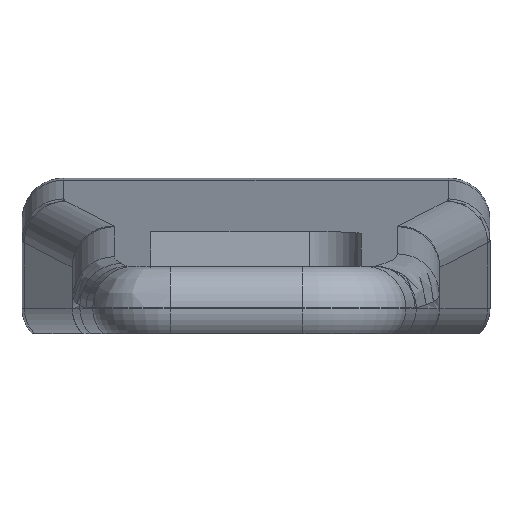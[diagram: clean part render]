
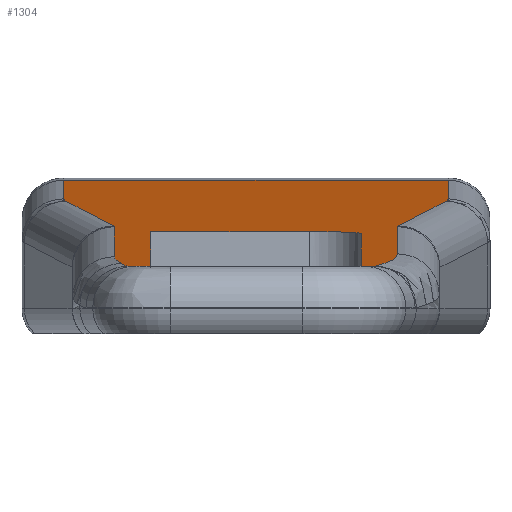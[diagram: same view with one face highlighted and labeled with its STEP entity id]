
A CAD part, left-side view. The second image highlights one B-rep face of the part: STEP entity #1304.
In plain terms, the highlighted planar face has unit normal (-0.04, 0, 0.999).
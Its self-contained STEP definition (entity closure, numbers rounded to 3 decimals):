
#26=ELLIPSE('',#1436,78.464,78.4);
#27=ELLIPSE('',#1440,9.608,9.6);
#28=ELLIPSE('',#1444,28.423,28.4);
#29=ELLIPSE('',#1468,28.423,28.4);
#31=ELLIPSE('',#1473,9.608,9.6);
#33=ELLIPSE('',#1478,78.464,78.4);
#36=ELLIPSE('',#1490,39.699,1.6);
#37=ELLIPSE('',#1493,40.004,1.6);
#38=ELLIPSE('',#1498,2.002,2.);
#49=PLANE('',#1497);
#101=LINE('',#2181,#187);
#102=LINE('',#2209,#188);
#103=LINE('',#2236,#189);
#104=LINE('',#2263,#190);
#106=LINE('',#2293,#192);
#108=LINE('',#2324,#194);
#110=LINE('',#2355,#196);
#112=LINE('',#2384,#198);
#118=LINE('',#2422,#204);
#119=LINE('',#2425,#205);
#120=LINE('',#2427,#206);
#121=LINE('',#2429,#207);
#122=LINE('',#2433,#208);
#123=LINE('',#2434,#209);
#187=VECTOR('',#1757,10.);
#188=VECTOR('',#1768,10.);
#189=VECTOR('',#1777,10.);
#190=VECTOR('',#1786,10.);
#192=VECTOR('',#1828,10.);
#194=VECTOR('',#1840,10.);
#196=VECTOR('',#1852,10.);
#198=VECTOR('',#1862,10.);
#204=VECTOR('',#1900,10.);
#205=VECTOR('',#1903,10.);
#206=VECTOR('',#1904,10.);
#207=VECTOR('',#1905,10.);
#208=VECTOR('',#1908,10.);
#209=VECTOR('',#1909,10.);
#332=FACE_OUTER_BOUND('',#416,.T.);
#416=EDGE_LOOP('',(#1113,#1114,#1115,#1116,#1117,#1118,#1119,#1120,#1121,
#1122,#1123,#1124,#1125,#1126,#1127,#1128,#1129,#1130,#1131,#1132,#1133,
#1134,#1135));
#592=VERTEX_POINT('',#2178);
#593=VERTEX_POINT('',#2180);
#594=VERTEX_POINT('',#2203);
#595=VERTEX_POINT('',#2207);
#596=VERTEX_POINT('',#2230);
#597=VERTEX_POINT('',#2234);
#598=VERTEX_POINT('',#2257);
#599=VERTEX_POINT('',#2261);
#605=VERTEX_POINT('',#2285);
#607=VERTEX_POINT('',#2291);
#609=VERTEX_POINT('',#2316);
#611=VERTEX_POINT('',#2322);
#613=VERTEX_POINT('',#2347);
#615=VERTEX_POINT('',#2353);
#617=VERTEX_POINT('',#2378);
#618=VERTEX_POINT('',#2383);
#623=VERTEX_POINT('',#2410);
#624=VERTEX_POINT('',#2414);
#626=VERTEX_POINT('',#2424);
#627=VERTEX_POINT('',#2426);
#628=VERTEX_POINT('',#2428);
#629=VERTEX_POINT('',#2430);
#630=VERTEX_POINT('',#2432);
#741=EDGE_CURVE('',#592,#593,#101,.T.);
#744=EDGE_CURVE('',#594,#592,#26,.T.);
#746=EDGE_CURVE('',#595,#594,#102,.T.);
#748=EDGE_CURVE('',#596,#595,#27,.T.);
#750=EDGE_CURVE('',#597,#596,#103,.T.);
#752=EDGE_CURVE('',#598,#597,#28,.T.);
#754=EDGE_CURVE('',#599,#598,#104,.T.);
#769=EDGE_CURVE('',#607,#605,#106,.T.);
#772=EDGE_CURVE('',#609,#607,#29,.T.);
#775=EDGE_CURVE('',#611,#609,#108,.T.);
#778=EDGE_CURVE('',#613,#611,#31,.T.);
#781=EDGE_CURVE('',#615,#613,#110,.T.);
#784=EDGE_CURVE('',#617,#615,#33,.T.);
#786=EDGE_CURVE('',#618,#617,#112,.T.);
#797=EDGE_CURVE('',#623,#618,#36,.T.);
#800=EDGE_CURVE('',#593,#624,#37,.T.);
#802=EDGE_CURVE('',#605,#599,#118,.T.);
#803=EDGE_CURVE('',#623,#626,#119,.T.);
#804=EDGE_CURVE('',#627,#626,#120,.T.);
#805=EDGE_CURVE('',#628,#627,#121,.T.);
#806=EDGE_CURVE('',#629,#628,#38,.T.);
#807=EDGE_CURVE('',#630,#629,#122,.T.);
#808=EDGE_CURVE('',#630,#624,#123,.T.);
#1113=ORIENTED_EDGE('',*,*,#769,.F.);
#1114=ORIENTED_EDGE('',*,*,#772,.F.);
#1115=ORIENTED_EDGE('',*,*,#775,.F.);
#1116=ORIENTED_EDGE('',*,*,#778,.F.);
#1117=ORIENTED_EDGE('',*,*,#781,.F.);
#1118=ORIENTED_EDGE('',*,*,#784,.F.);
#1119=ORIENTED_EDGE('',*,*,#786,.F.);
#1120=ORIENTED_EDGE('',*,*,#797,.F.);
#1121=ORIENTED_EDGE('',*,*,#803,.T.);
#1122=ORIENTED_EDGE('',*,*,#804,.F.);
#1123=ORIENTED_EDGE('',*,*,#805,.F.);
#1124=ORIENTED_EDGE('',*,*,#806,.F.);
#1125=ORIENTED_EDGE('',*,*,#807,.F.);
#1126=ORIENTED_EDGE('',*,*,#808,.T.);
#1127=ORIENTED_EDGE('',*,*,#800,.F.);
#1128=ORIENTED_EDGE('',*,*,#741,.F.);
#1129=ORIENTED_EDGE('',*,*,#744,.F.);
#1130=ORIENTED_EDGE('',*,*,#746,.F.);
#1131=ORIENTED_EDGE('',*,*,#748,.F.);
#1132=ORIENTED_EDGE('',*,*,#750,.F.);
#1133=ORIENTED_EDGE('',*,*,#752,.F.);
#1134=ORIENTED_EDGE('',*,*,#754,.F.);
#1135=ORIENTED_EDGE('',*,*,#802,.F.);
#1304=ADVANCED_FACE('',(#332),#49,.F.);
#1436=AXIS2_PLACEMENT_3D('',#2205,#1762,#1763);
#1440=AXIS2_PLACEMENT_3D('',#2232,#1771,#1772);
#1444=AXIS2_PLACEMENT_3D('',#2259,#1780,#1781);
#1468=AXIS2_PLACEMENT_3D('',#2318,#1832,#1833);
#1473=AXIS2_PLACEMENT_3D('',#2349,#1844,#1845);
#1478=AXIS2_PLACEMENT_3D('',#2380,#1856,#1857);
#1490=AXIS2_PLACEMENT_3D('',#2412,#1885,#1886);
#1493=AXIS2_PLACEMENT_3D('',#2418,#1892,#1893);
#1497=AXIS2_PLACEMENT_3D('',#2423,#1901,#1902);
#1498=AXIS2_PLACEMENT_3D('',#2431,#1906,#1907);
#1757=DIRECTION('',(-0.988,0.148,-0.04));
#1762=DIRECTION('center_axis',(0.04,0.,-0.999));
#1763=DIRECTION('ref_axis',(-0.999,0.,-0.04));
#1768=DIRECTION('',(-0.999,0.,-0.04));
#1771=DIRECTION('center_axis',(-0.04,0.,0.999));
#1772=DIRECTION('ref_axis',(0.999,0.,0.04));
#1777=DIRECTION('',(-0.996,0.078,-0.04));
#1780=DIRECTION('center_axis',(0.04,0.,-0.999));
#1781=DIRECTION('ref_axis',(-0.999,0.,-0.04));
#1786=DIRECTION('',(-0.999,0.,-0.04));
#1828=DIRECTION('',(0.999,0.,0.04));
#1832=DIRECTION('center_axis',(0.04,0.,-0.999));
#1833=DIRECTION('ref_axis',(-0.999,0.,-0.04));
#1840=DIRECTION('',(0.996,0.078,0.04));
#1844=DIRECTION('center_axis',(-0.04,0.,0.999));
#1845=DIRECTION('ref_axis',(0.999,0.,0.04));
#1852=DIRECTION('',(0.999,0.,0.04));
#1856=DIRECTION('center_axis',(0.04,0.,-0.999));
#1857=DIRECTION('ref_axis',(-0.999,0.,-0.04));
#1862=DIRECTION('',(0.996,0.083,0.04));
#1885=DIRECTION('center_axis',(-0.04,0.,0.999));
#1886=DIRECTION('ref_axis',(0.996,0.083,0.04));
#1892=DIRECTION('center_axis',(-0.04,0.,0.999));
#1893=DIRECTION('ref_axis',(0.988,-0.148,0.04));
#1900=DIRECTION('',(0.,-1.,0.));
#1901=DIRECTION('center_axis',(0.04,0.,-0.999));
#1902=DIRECTION('ref_axis',(0.999,0.,0.04));
#1903=DIRECTION('',(0.,-1.,0.));
#1904=DIRECTION('',(-0.999,0.,-0.04));
#1905=DIRECTION('',(0.,1.,0.));
#1906=DIRECTION('center_axis',(-0.04,0.,0.999));
#1907=DIRECTION('ref_axis',(-0.999,0.,-0.04));
#1908=DIRECTION('',(0.999,0.,0.04));
#1909=DIRECTION('',(0.,-1.,0.));
#2178=CARTESIAN_POINT('',(-14.278,-4.583,2.611));
#2180=CARTESIAN_POINT('',(-14.551,-4.542,2.6));
#2181=CARTESIAN_POINT('',(-14.3,-4.579,2.61));
#2203=CARTESIAN_POINT('',(-2.648,-5.45,3.082));
#2205=CARTESIAN_POINT('Origin',(-2.648,72.95,3.082));
#2207=CARTESIAN_POINT('',(23.174,-5.45,4.127));
#2209=CARTESIAN_POINT('',(-17.598,-5.45,2.477));
#2230=CARTESIAN_POINT('',(23.92,-5.479,4.157));
#2232=CARTESIAN_POINT('Origin',(23.174,-15.05,4.127));
#2234=CARTESIAN_POINT('',(47.445,-7.314,5.109));
#2236=CARTESIAN_POINT('',(4.656,-3.976,3.377));
#2257=CARTESIAN_POINT('',(49.654,-7.4,5.199));
#2259=CARTESIAN_POINT('Origin',(49.654,21.,5.199));
#2261=CARTESIAN_POINT('',(67.429,-7.4,5.918));
#2263=CARTESIAN_POINT('',(16.896,-7.4,3.873));
#2285=CARTESIAN_POINT('',(67.429,7.4,5.918));
#2291=CARTESIAN_POINT('',(49.654,7.4,5.199));
#2293=CARTESIAN_POINT('',(51.839,7.4,5.287));
#2316=CARTESIAN_POINT('',(47.445,7.314,5.109));
#2318=CARTESIAN_POINT('Origin',(49.654,-21.,5.199));
#2322=CARTESIAN_POINT('',(23.92,5.479,4.157));
#2324=CARTESIAN_POINT('',(16.59,4.907,3.86));
#2347=CARTESIAN_POINT('',(23.174,5.45,4.127));
#2349=CARTESIAN_POINT('Origin',(23.174,15.05,4.127));
#2353=CARTESIAN_POINT('',(-5.287,5.45,2.975));
#2355=CARTESIAN_POINT('',(4.416,5.45,3.368));
#2378=CARTESIAN_POINT('',(-11.798,5.179,2.711));
#2380=CARTESIAN_POINT('Origin',(-5.287,-72.95,2.975));
#2383=CARTESIAN_POINT('',(-14.55,4.95,2.6));
#2384=CARTESIAN_POINT('',(-15.032,4.91,2.58));
#2410=CARTESIAN_POINT('',(-14.55,4.944,2.6));
#2412=CARTESIAN_POINT('Origin',(-54.079,1.65,1.));
#2414=CARTESIAN_POINT('',(-14.55,-4.532,2.6));
#2418=CARTESIAN_POINT('Origin',(-54.079,1.397,1.));
#2422=CARTESIAN_POINT('',(67.429,-3.525,5.918));
#2423=CARTESIAN_POINT('Origin',(-14.55,-7.05,2.6));
#2424=CARTESIAN_POINT('',(-14.55,4.05,2.6));
#2425=CARTESIAN_POINT('',(-14.55,-7.05,2.6));
#2426=CARTESIAN_POINT('',(18.55,4.05,3.94));
#2427=CARTESIAN_POINT('',(-16.547,4.05,2.519));
#2428=CARTESIAN_POINT('',(18.55,-2.05,3.94));
#2429=CARTESIAN_POINT('',(18.55,-1.5,3.94));
#2430=CARTESIAN_POINT('',(16.55,-4.05,3.859));
#2431=CARTESIAN_POINT('Origin',(16.55,-2.05,3.859));
#2432=CARTESIAN_POINT('',(-14.55,-4.05,2.6));
#2433=CARTESIAN_POINT('',(0.975,-4.05,3.228));
#2434=CARTESIAN_POINT('',(-14.55,-7.05,2.6));
